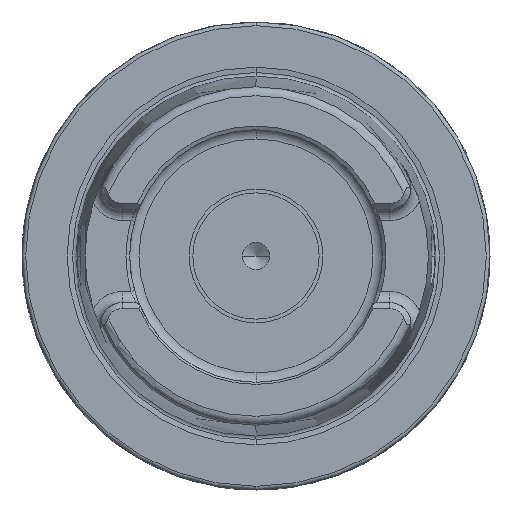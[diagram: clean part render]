
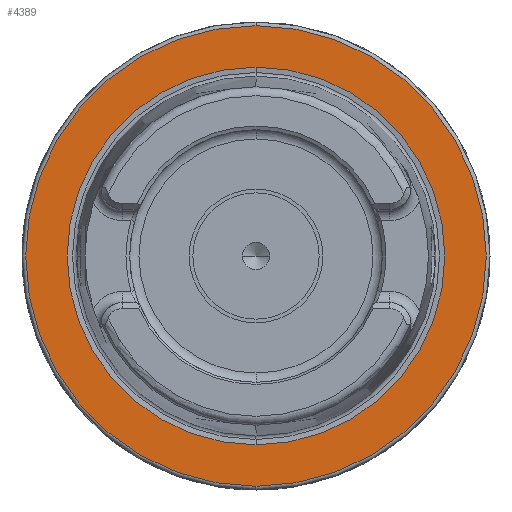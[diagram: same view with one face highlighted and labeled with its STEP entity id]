
A CAD part, left-side view. The second image highlights one B-rep face of the part: STEP entity #4389.
In plain terms, the highlighted planar face has unit normal (-1, 0, 0).
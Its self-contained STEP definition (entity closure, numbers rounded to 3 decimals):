
#1257=CARTESIAN_POINT('',(0.,0.,0.));
#1258=DIRECTION('',(1.,0.,0.));
#1259=DIRECTION('',(0.,0.,-1.));
#1260=AXIS2_PLACEMENT_3D('',#1257,#1258,#1259);
#1262=CARTESIAN_POINT('',(0.,0.,0.));
#1263=DIRECTION('',(1.,0.,0.));
#1264=DIRECTION('',(0.,0.,1.));
#1265=AXIS2_PLACEMENT_3D('',#1262,#1263,#1264);
#1267=CARTESIAN_POINT('',(0.,0.,0.));
#1268=DIRECTION('',(-1.,0.,0.));
#1269=DIRECTION('',(0.,0.,1.));
#1270=AXIS2_PLACEMENT_3D('',#1267,#1268,#1269);
#1272=CARTESIAN_POINT('',(0.,0.,0.));
#1273=DIRECTION('',(-1.,0.,0.));
#1274=DIRECTION('',(0.,0.,-1.));
#1275=AXIS2_PLACEMENT_3D('',#1272,#1273,#1274);
#2543=CARTESIAN_POINT('',(0.,0.,-25.42));
#2544=CARTESIAN_POINT('',(0.,0.,25.42));
#2545=VERTEX_POINT('',#2543);
#2546=VERTEX_POINT('',#2544);
#2872=CARTESIAN_POINT('',(0.,0.,31.));
#2873=CARTESIAN_POINT('',(0.,0.,-31.));
#2874=VERTEX_POINT('',#2872);
#2875=VERTEX_POINT('',#2873);
#4374=CARTESIAN_POINT('',(0.,0.,0.));
#4375=DIRECTION('',(1.,0.,0.));
#4376=DIRECTION('',(0.,0.,1.));
#4377=AXIS2_PLACEMENT_3D('',#4374,#4375,#4376);
#4378=PLANE('',#4377);
#4380=ORIENTED_EDGE('',*,*,#4379,.F.);
#4382=ORIENTED_EDGE('',*,*,#4381,.F.);
#4383=EDGE_LOOP('',(#4380,#4382));
#4384=FACE_OUTER_BOUND('',#4383,.F.);
#4385=ORIENTED_EDGE('',*,*,#4330,.F.);
#4386=ORIENTED_EDGE('',*,*,#4315,.F.);
#4387=EDGE_LOOP('',(#4385,#4386));
#4388=FACE_BOUND('',#4387,.F.);
#4389=ADVANCED_FACE('',(#4384,#4388),#4378,.F.);
#1261=CIRCLE('',#1260,25.42);
#1266=CIRCLE('',#1265,25.42);
#1271=CIRCLE('',#1270,31.);
#1276=CIRCLE('',#1275,31.);
#4315=EDGE_CURVE('',#2546,#2545,#1266,.T.);
#4330=EDGE_CURVE('',#2545,#2546,#1261,.T.);
#4379=EDGE_CURVE('',#2874,#2875,#1271,.T.);
#4381=EDGE_CURVE('',#2875,#2874,#1276,.T.);
